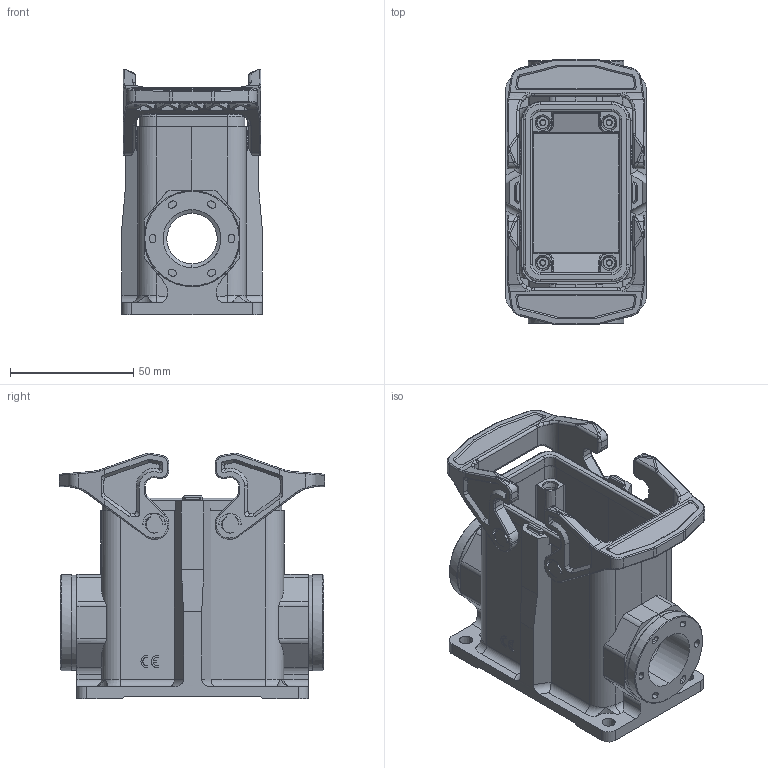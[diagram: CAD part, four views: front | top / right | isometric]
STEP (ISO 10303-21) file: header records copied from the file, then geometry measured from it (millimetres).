
FILE_DESCRIPTION(('CATIA V5 STEP Exchange','CAx-IF Rec.Pracs.--- Model Styling and Organization---1.5--- 2016-08-15','CAx-IF Rec.Pracs.---Supplemental Geometry---1.0---2011-11-01','CAx-IF Rec.Pracs.--- Composite Materials ---1.1---2010-07-15'),'2;1');
FILE_NAME ('2194812-5_0', '2025-08-22T08:54:22+00:00', ('none'), ('Weidmueller'), 'CATIA Version 5-6 Release 2024 SP4', 'CATIA V5 STEP AP214 v3', 'none');
FILE_SCHEMA(('AUTOMOTIVE_DESIGN { 1 0 10303 214 1 1 1 1 }'));
Products named in the file (1): 3164400000
Bounding box: 57 x 108 x 99.91 mm (x, y, z)
Volume: 151367.9 mm3; surface area: 78169 mm2
Topology: 1 solids, 1 shells, 1722 faces, 8033 edges, 6311 vertices
Faces by surface type: cylinder 799, plane 484, cone 156, bspline 125, torus 115, revolution 24, sphere 19
Entity records: 105643 total; most frequent: CARTESIAN_POINT 52290, ORIENTED_EDGE 16048, EDGE_CURVE 8024, VERTEX_POINT 6311, B_SPLINE_CURVE_WITH_KNOTS 5392, DIRECTION 4735, VECTOR 1920, LINE 1920
